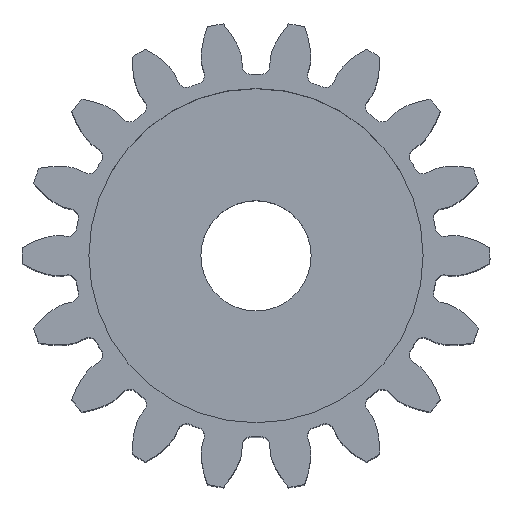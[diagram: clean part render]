
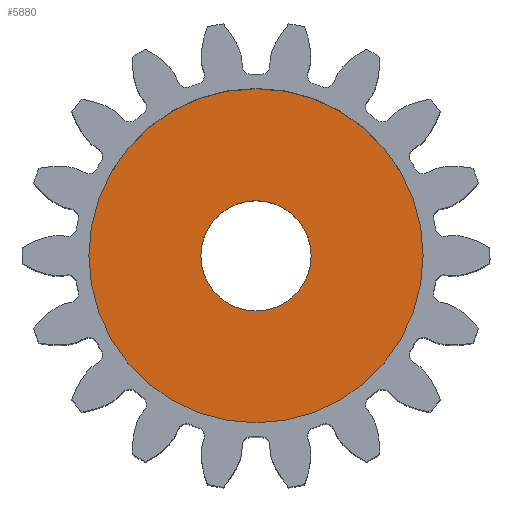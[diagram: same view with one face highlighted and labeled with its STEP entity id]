
A CAD part, top view. The second image highlights one B-rep face of the part: STEP entity #5880.
In plain terms, the highlighted planar face has unit normal (0, 0, 1).
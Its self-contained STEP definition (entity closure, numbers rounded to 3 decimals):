
#133 = CYLINDRICAL_SURFACE('',#134,1.65);
#134 = AXIS2_PLACEMENT_3D('',#135,#136,#137);
#135 = CARTESIAN_POINT('',(0.,0.,0.));
#136 = DIRECTION('',(-0.,-0.,-1.));
#137 = DIRECTION('',(1.,0.,0.));
#204 = VERTEX_POINT('',#205);
#205 = CARTESIAN_POINT('',(1.65,0.,9.5));
#228 = EDGE_CURVE('',#204,#204,#229,.T.);
#229 = SURFACE_CURVE('',#230,(#235,#242),.PCURVE_S1.);
#230 = CIRCLE('',#231,1.65);
#231 = AXIS2_PLACEMENT_3D('',#232,#233,#234);
#232 = CARTESIAN_POINT('',(0.,0.,9.5));
#233 = DIRECTION('',(0.,0.,-1.));
#234 = DIRECTION('',(1.,0.,0.));
#235 = PCURVE('',#133,#236);
#236 = DEFINITIONAL_REPRESENTATION('',(#237),#241);
#237 = LINE('',#238,#239);
#238 = CARTESIAN_POINT('',(-6.283,-9.5));
#239 = VECTOR('',#240,1.);
#240 = DIRECTION('',(1.,-0.));
#241 = ( GEOMETRIC_REPRESENTATION_CONTEXT(2) 
PARAMETRIC_REPRESENTATION_CONTEXT() REPRESENTATION_CONTEXT('2D SPACE',''
  ) );
#242 = PCURVE('',#243,#248);
#243 = PLANE('',#244);
#244 = AXIS2_PLACEMENT_3D('',#245,#246,#247);
#245 = CARTESIAN_POINT('',(0.,0.,9.5));
#246 = DIRECTION('',(0.,0.,1.));
#247 = DIRECTION('',(0.,1.,0.));
#248 = DEFINITIONAL_REPRESENTATION('',(#249),#257);
#249 = ( BOUNDED_CURVE() B_SPLINE_CURVE(2,(#250,#251,#252,#253,#254,#255
,#256),.UNSPECIFIED.,.T.,.F.) B_SPLINE_CURVE_WITH_KNOTS((1,2,2,2,2,1),(
    -2.094,0.,2.094,4.189,6.283,
8.378),.UNSPECIFIED.) CURVE() GEOMETRIC_REPRESENTATION_ITEM() 
RATIONAL_B_SPLINE_CURVE((1.,0.5,1.,0.5,1.,0.5,1.)) REPRESENTATION_ITEM(
  '') );
#250 = CARTESIAN_POINT('',(0.,-1.65));
#251 = CARTESIAN_POINT('',(-2.858,-1.65));
#252 = CARTESIAN_POINT('',(-1.429,0.825));
#253 = CARTESIAN_POINT('',(0.,3.3));
#254 = CARTESIAN_POINT('',(1.429,0.825));
#255 = CARTESIAN_POINT('',(2.858,-1.65));
#256 = CARTESIAN_POINT('',(0.,-1.65));
#257 = ( GEOMETRIC_REPRESENTATION_CONTEXT(2) 
PARAMETRIC_REPRESENTATION_CONTEXT() REPRESENTATION_CONTEXT('2D SPACE',''
  ) );
#5880 = ADVANCED_FACE('',(#5881,#5912),#243,.T.);
#5881 = FACE_BOUND('',#5882,.T.);
#5882 = EDGE_LOOP('',(#5883));
#5883 = ORIENTED_EDGE('',*,*,#5884,.T.);
#5884 = EDGE_CURVE('',#5885,#5885,#5887,.T.);
#5885 = VERTEX_POINT('',#5886);
#5886 = CARTESIAN_POINT('',(5.,0.,9.5));
#5887 = SURFACE_CURVE('',#5888,(#5893,#5900),.PCURVE_S1.);
#5888 = CIRCLE('',#5889,5.);
#5889 = AXIS2_PLACEMENT_3D('',#5890,#5891,#5892);
#5890 = CARTESIAN_POINT('',(0.,0.,9.5));
#5891 = DIRECTION('',(0.,0.,1.));
#5892 = DIRECTION('',(1.,0.,0.));
#5893 = PCURVE('',#243,#5894);
#5894 = DEFINITIONAL_REPRESENTATION('',(#5895),#5899);
#5895 = CIRCLE('',#5896,5.);
#5896 = AXIS2_PLACEMENT_2D('',#5897,#5898);
#5897 = CARTESIAN_POINT('',(0.,0.));
#5898 = DIRECTION('',(0.,-1.));
#5899 = ( GEOMETRIC_REPRESENTATION_CONTEXT(2) 
PARAMETRIC_REPRESENTATION_CONTEXT() REPRESENTATION_CONTEXT('2D SPACE',''
  ) );
#5900 = PCURVE('',#5901,#5906);
#5901 = CYLINDRICAL_SURFACE('',#5902,5.);
#5902 = AXIS2_PLACEMENT_3D('',#5903,#5904,#5905);
#5903 = CARTESIAN_POINT('',(0.,0.,13.));
#5904 = DIRECTION('',(0.,0.,1.));
#5905 = DIRECTION('',(1.,0.,0.));
#5906 = DEFINITIONAL_REPRESENTATION('',(#5907),#5911);
#5907 = LINE('',#5908,#5909);
#5908 = CARTESIAN_POINT('',(0.,-3.5));
#5909 = VECTOR('',#5910,1.);
#5910 = DIRECTION('',(1.,0.));
#5911 = ( GEOMETRIC_REPRESENTATION_CONTEXT(2) 
PARAMETRIC_REPRESENTATION_CONTEXT() REPRESENTATION_CONTEXT('2D SPACE',''
  ) );
#5912 = FACE_BOUND('',#5913,.T.);
#5913 = EDGE_LOOP('',(#5914));
#5914 = ORIENTED_EDGE('',*,*,#228,.T.);
